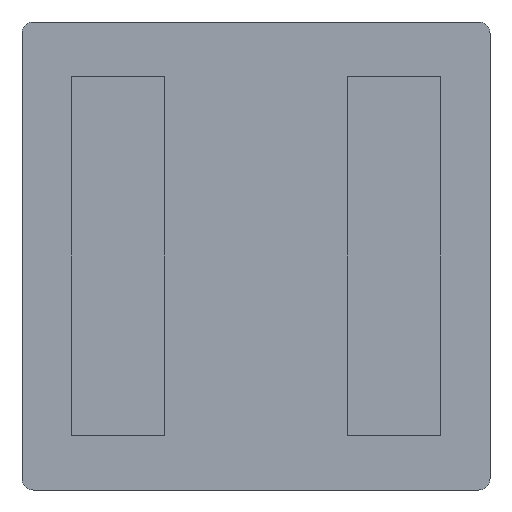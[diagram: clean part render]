
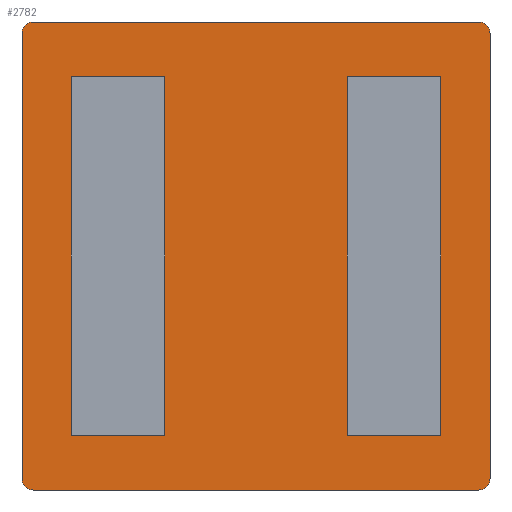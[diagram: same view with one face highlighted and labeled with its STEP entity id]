
A CAD part, front view. The second image highlights one B-rep face of the part: STEP entity #2782.
In plain terms, the highlighted planar face has unit normal (0, -1, 0).
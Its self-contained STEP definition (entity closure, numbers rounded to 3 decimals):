
#1592 = VERTEX_POINT('',#1593);
#1593 = CARTESIAN_POINT('',(4.,0.,-3.8));
#1601 = VERTEX_POINT('',#1602);
#1602 = CARTESIAN_POINT('',(4.,0.,3.8));
#1608 = EDGE_CURVE('',#1592,#1601,#1609,.T.);
#1609 = LINE('',#1610,#1611);
#1610 = CARTESIAN_POINT('',(4.,0.,-4.));
#1611 = VECTOR('',#1612,1.);
#1612 = DIRECTION('',(0.,0.,1.));
#1623 = VERTEX_POINT('',#1624);
#1624 = CARTESIAN_POINT('',(3.8,0.,4.));
#1632 = VERTEX_POINT('',#1633);
#1633 = CARTESIAN_POINT('',(-3.8,0.,4.));
#1639 = EDGE_CURVE('',#1623,#1632,#1640,.T.);
#1640 = LINE('',#1641,#1642);
#1641 = CARTESIAN_POINT('',(-4.,0.,4.));
#1642 = VECTOR('',#1643,1.);
#1643 = DIRECTION('',(-1.,0.,0.));
#1654 = VERTEX_POINT('',#1655);
#1655 = CARTESIAN_POINT('',(-4.,0.,-3.8));
#1661 = EDGE_CURVE('',#1662,#1654,#1664,.T.);
#1662 = VERTEX_POINT('',#1663);
#1663 = CARTESIAN_POINT('',(-4.,0.,3.8));
#1664 = LINE('',#1665,#1666);
#1665 = CARTESIAN_POINT('',(-4.,0.,-4.));
#1666 = VECTOR('',#1667,1.);
#1667 = DIRECTION('',(0.,0.,-1.));
#1685 = VERTEX_POINT('',#1686);
#1686 = CARTESIAN_POINT('',(-3.8,0.,-4.));
#1694 = VERTEX_POINT('',#1695);
#1695 = CARTESIAN_POINT('',(3.8,0.,-4.));
#1701 = EDGE_CURVE('',#1685,#1694,#1702,.T.);
#1702 = LINE('',#1703,#1704);
#1703 = CARTESIAN_POINT('',(-4.,0.,-4.));
#1704 = VECTOR('',#1705,1.);
#1705 = DIRECTION('',(1.,0.,0.));
#2782 = ADVANCED_FACE('',(#2783,#2817,#2851),#2885,.F.);
#2783 = FACE_BOUND('',#2784,.T.);
#2784 = EDGE_LOOP('',(#2785,#2795,#2803,#2811));
#2785 = ORIENTED_EDGE('',*,*,#2786,.F.);
#2786 = EDGE_CURVE('',#2787,#2789,#2791,.T.);
#2787 = VERTEX_POINT('',#2788);
#2788 = CARTESIAN_POINT('',(-1.56,0.,-3.06));
#2789 = VERTEX_POINT('',#2790);
#2790 = CARTESIAN_POINT('',(-1.56,0.,3.06));
#2791 = LINE('',#2792,#2793);
#2792 = CARTESIAN_POINT('',(-1.56,0.,4.));
#2793 = VECTOR('',#2794,1.);
#2794 = DIRECTION('',(0.,0.,1.));
#2795 = ORIENTED_EDGE('',*,*,#2796,.F.);
#2796 = EDGE_CURVE('',#2797,#2787,#2799,.T.);
#2797 = VERTEX_POINT('',#2798);
#2798 = CARTESIAN_POINT('',(-3.16,0.,-3.06));
#2799 = LINE('',#2800,#2801);
#2800 = CARTESIAN_POINT('',(4.,0.,-3.06));
#2801 = VECTOR('',#2802,1.);
#2802 = DIRECTION('',(1.,0.,0.));
#2803 = ORIENTED_EDGE('',*,*,#2804,.F.);
#2804 = EDGE_CURVE('',#2805,#2797,#2807,.T.);
#2805 = VERTEX_POINT('',#2806);
#2806 = CARTESIAN_POINT('',(-3.16,0.,3.06));
#2807 = LINE('',#2808,#2809);
#2808 = CARTESIAN_POINT('',(-3.16,0.,4.));
#2809 = VECTOR('',#2810,1.);
#2810 = DIRECTION('',(0.,0.,-1.));
#2811 = ORIENTED_EDGE('',*,*,#2812,.F.);
#2812 = EDGE_CURVE('',#2789,#2805,#2813,.T.);
#2813 = LINE('',#2814,#2815);
#2814 = CARTESIAN_POINT('',(4.,0.,3.06));
#2815 = VECTOR('',#2816,1.);
#2816 = DIRECTION('',(-1.,0.,0.));
#2817 = FACE_BOUND('',#2818,.T.);
#2818 = EDGE_LOOP('',(#2819,#2826,#2827,#2834,#2835,#2842,#2843,#2850));
#2819 = ORIENTED_EDGE('',*,*,#2820,.F.);
#2820 = EDGE_CURVE('',#1685,#1654,#2821,.T.);
#2821 = CIRCLE('',#2822,0.2);
#2822 = AXIS2_PLACEMENT_3D('',#2823,#2824,#2825);
#2823 = CARTESIAN_POINT('',(-3.8,0.,-3.8));
#2824 = DIRECTION('',(-0.,1.,0.));
#2825 = DIRECTION('',(0.,0.,-1.));
#2826 = ORIENTED_EDGE('',*,*,#1701,.T.);
#2827 = ORIENTED_EDGE('',*,*,#2828,.F.);
#2828 = EDGE_CURVE('',#1592,#1694,#2829,.T.);
#2829 = CIRCLE('',#2830,0.2);
#2830 = AXIS2_PLACEMENT_3D('',#2831,#2832,#2833);
#2831 = CARTESIAN_POINT('',(3.8,0.,-3.8));
#2832 = DIRECTION('',(-0.,1.,0.));
#2833 = DIRECTION('',(0.,0.,-1.));
#2834 = ORIENTED_EDGE('',*,*,#1608,.T.);
#2835 = ORIENTED_EDGE('',*,*,#2836,.F.);
#2836 = EDGE_CURVE('',#1623,#1601,#2837,.T.);
#2837 = CIRCLE('',#2838,0.2);
#2838 = AXIS2_PLACEMENT_3D('',#2839,#2840,#2841);
#2839 = CARTESIAN_POINT('',(3.8,0.,3.8));
#2840 = DIRECTION('',(-0.,1.,0.));
#2841 = DIRECTION('',(0.,0.,-1.));
#2842 = ORIENTED_EDGE('',*,*,#1639,.T.);
#2843 = ORIENTED_EDGE('',*,*,#2844,.F.);
#2844 = EDGE_CURVE('',#1662,#1632,#2845,.T.);
#2845 = CIRCLE('',#2846,0.2);
#2846 = AXIS2_PLACEMENT_3D('',#2847,#2848,#2849);
#2847 = CARTESIAN_POINT('',(-3.8,0.,3.8));
#2848 = DIRECTION('',(-0.,1.,0.));
#2849 = DIRECTION('',(0.,0.,-1.));
#2850 = ORIENTED_EDGE('',*,*,#1661,.T.);
#2851 = FACE_BOUND('',#2852,.T.);
#2852 = EDGE_LOOP('',(#2853,#2863,#2871,#2879));
#2853 = ORIENTED_EDGE('',*,*,#2854,.F.);
#2854 = EDGE_CURVE('',#2855,#2857,#2859,.T.);
#2855 = VERTEX_POINT('',#2856);
#2856 = CARTESIAN_POINT('',(3.16,0.,-3.06));
#2857 = VERTEX_POINT('',#2858);
#2858 = CARTESIAN_POINT('',(3.16,0.,3.06));
#2859 = LINE('',#2860,#2861);
#2860 = CARTESIAN_POINT('',(3.16,0.,4.));
#2861 = VECTOR('',#2862,1.);
#2862 = DIRECTION('',(0.,0.,1.));
#2863 = ORIENTED_EDGE('',*,*,#2864,.F.);
#2864 = EDGE_CURVE('',#2865,#2855,#2867,.T.);
#2865 = VERTEX_POINT('',#2866);
#2866 = CARTESIAN_POINT('',(1.56,0.,-3.06));
#2867 = LINE('',#2868,#2869);
#2868 = CARTESIAN_POINT('',(4.,0.,-3.06));
#2869 = VECTOR('',#2870,1.);
#2870 = DIRECTION('',(1.,0.,0.));
#2871 = ORIENTED_EDGE('',*,*,#2872,.F.);
#2872 = EDGE_CURVE('',#2873,#2865,#2875,.T.);
#2873 = VERTEX_POINT('',#2874);
#2874 = CARTESIAN_POINT('',(1.56,0.,3.06));
#2875 = LINE('',#2876,#2877);
#2876 = CARTESIAN_POINT('',(1.56,0.,4.));
#2877 = VECTOR('',#2878,1.);
#2878 = DIRECTION('',(0.,0.,-1.));
#2879 = ORIENTED_EDGE('',*,*,#2880,.F.);
#2880 = EDGE_CURVE('',#2857,#2873,#2881,.T.);
#2881 = LINE('',#2882,#2883);
#2882 = CARTESIAN_POINT('',(4.,0.,3.06));
#2883 = VECTOR('',#2884,1.);
#2884 = DIRECTION('',(-1.,0.,0.));
#2885 = PLANE('',#2886);
#2886 = AXIS2_PLACEMENT_3D('',#2887,#2888,#2889);
#2887 = CARTESIAN_POINT('',(4.,0.,4.));
#2888 = DIRECTION('',(0.,1.,0.));
#2889 = DIRECTION('',(0.,0.,1.));
